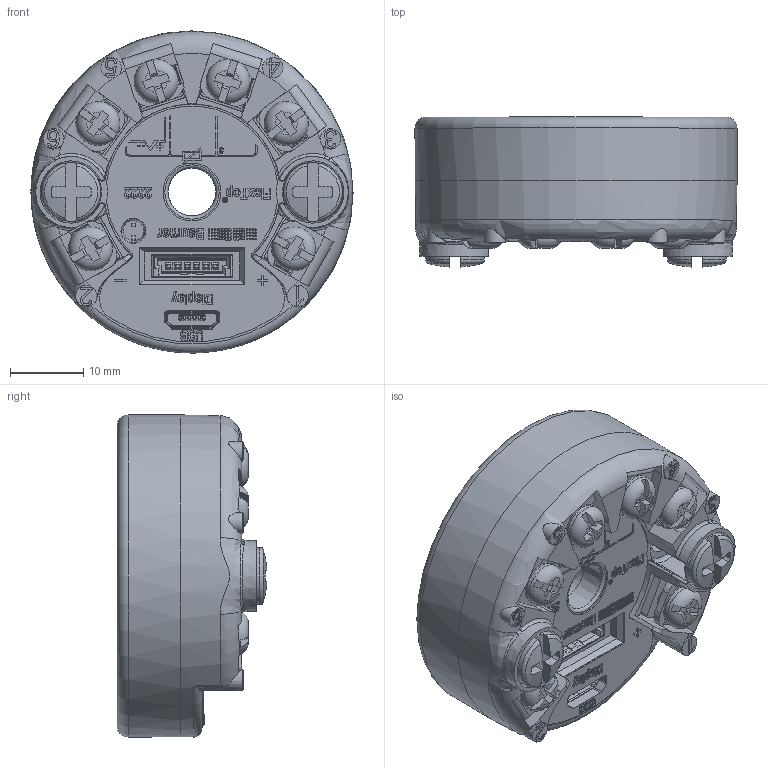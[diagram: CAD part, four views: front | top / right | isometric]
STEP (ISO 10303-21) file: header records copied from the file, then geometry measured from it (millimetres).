
FILE_DESCRIPTION(/* description */ ('Unknown'),/* implementation_level */ '2;1');
FILE_NAME(/* name */ 'FlexTop 2222',/* time_stamp */ '2022-11-10T11:20:22+01:00',/* author */ ('Unknown'),/* organization */ ('Baumer'),/* preprocessor_version */ 'ST-DEVELOPER v16.7',/* originating_system */ 'Solid Edge',/* authorisation */ 'Unknown');
FILE_SCHEMA (('AUTOMOTIVE_DESIGN {1 0 10303 214 3 1 1}'));
Length unit declared in the file: millimetre
Products named in the file (1): Part3
Bounding box: 44 x 20.46 x 44 mm (x, y, z)
Volume: 12233.4 mm3; surface area: 20037.3 mm2
Topology: 7 solids, 21 shells, 2972 faces, 8090 edges, 5257 vertices
Faces by surface type: plane 2052, cylinder 576, bspline 128, cone 103, torus 81, sphere 32
Full cylindrical faces by diameter (mm): 0.2 x32, 0.3 x16, 0.4 x16, 0.529 x1, 0.676 x1, 1.5 x4, 2.2 x1, 2.75 x6, 2.8 x5, 3 x6, 3.4 x2, 4 x2, 4.3 x2, 5.3 x2, 6 x6, 6.5 x1, 7.9 x1, 8 x3, 41.9 x2, 42 x1, 42.4 x2, 44 x1
Entity records: 116667 total; most frequent: CARTESIAN_POINT 23252, ORIENTED_EDGE 15514, DIRECTION 14263, EDGE_CURVE 7757, LINE 5367, VECTOR 5367, VERTEX_POINT 5135, AXIS2_PLACEMENT_3D 4448
